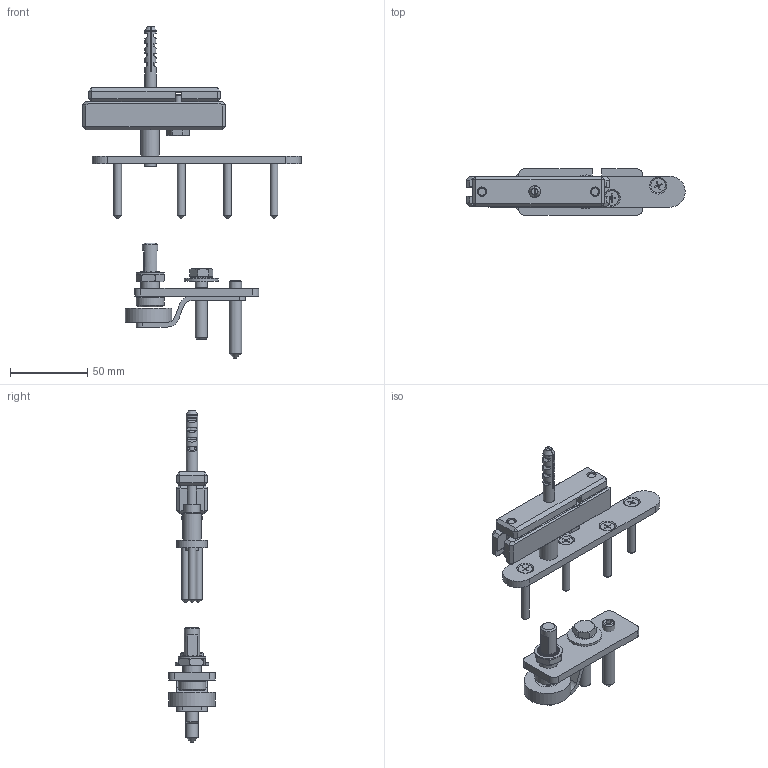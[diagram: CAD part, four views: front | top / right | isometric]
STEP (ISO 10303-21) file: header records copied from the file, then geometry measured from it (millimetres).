
FILE_DESCRIPTION(/* description */ ('Points Fixes haut et bas'),/* implementation_level */ '2;1');
FILE_NAME(/* name */ '1102PFHB.stp',/* time_stamp */ '2019-08-05T11:15:08+02:00',/* author */ ('DOMINIQUE'),/* organization */ (''),/* preprocessor_version */ 'ST-DEVELOPER v17.2',/* originating_system */ 'Autodesk Inventor 2019',/* authorisation */ '');
FILE_SCHEMA (('AUTOMOTIVE_DESIGN { 1 0 10303 214 3 1 1 }'));
Products named in the file (23): 1102PFHB; 24243; 24245; 24247; 19738; 14086; 24246; 09343; 06029; 04823; 04822; 24248; 09344; 24242; 24257; 23264; 23253; 23255; 23259; 09230; 04693; 06117; 05013
Assembly tree (27 placements, depth 3):
  1102PFHB
    24243
      24245
      24247
      19738
      14086
      24246
      09343
      06029
      04823
      04822
      24248
      09344
    24242
    06117  x4
    24257
    23264
      23253
      23255
      23259
      09230
      04693  x2
      06117
      05013
Bounding box: 141 x 30 x 214.36 mm (x, y, z)
Volume: 91655.8 mm3; surface area: 51162.9 mm2
Topology: 25 solids, 25 shells, 1210 faces, 3479 edges, 2323 vertices
Faces by surface type: cylinder 713, plane 341, cone 116, torus 39, sphere 1
Full cylindrical faces by diameter (mm): 4 x2, 4.509 x5, 5 x5, 5.476 x1, 5.5 x4, 6 x6, 6.647 x3, 7.476 x1, 7.9 x1, 8 x5, 8.2 x1, 8.376 x1, 9.3 x5, 10 x5, 10.1 x1, 11.63 x1, 11.9 x1, 12 x2, 12.1 x1, 13 x1, 14.25 x2, 15 x1, 15.24 x1, 17.9 x1, 18 x4, 22 x1, 30 x1
Entity records: 44201 total; most frequent: CARTESIAN_POINT 18032, ORIENTED_EDGE 6170, DIRECTION 4215, EDGE_CURVE 3085, VERTEX_POINT 2058, AXIS2_PLACEMENT_3D 1801, B_SPLINE_CURVE_WITH_KNOTS 1730, EDGE_LOOP 1127
